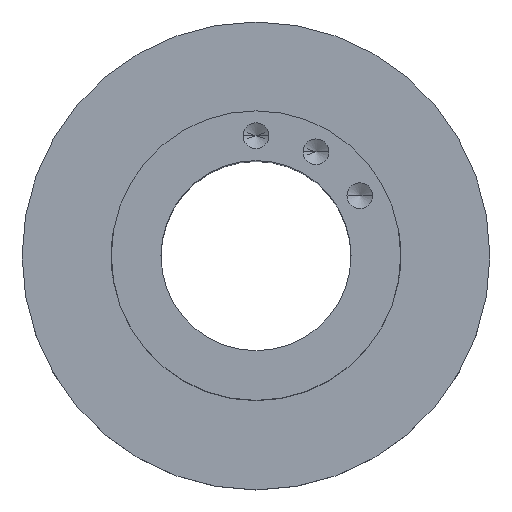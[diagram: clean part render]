
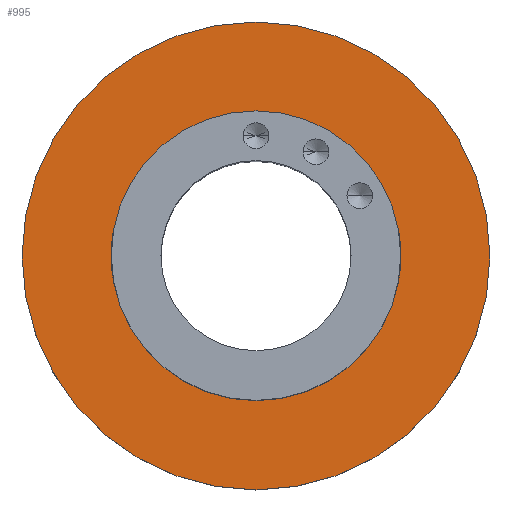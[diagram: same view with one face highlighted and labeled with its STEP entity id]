
A CAD part, top view. The second image highlights one B-rep face of the part: STEP entity #995.
In plain terms, the highlighted planar face has unit normal (0, 0, 1).
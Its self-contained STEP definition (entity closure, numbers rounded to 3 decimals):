
#133 = AXIS2_PLACEMENT_3D ( 'NONE', #1998, #860, #2469 ) ;
#135 = CIRCLE ( 'NONE', #2903, 80. ) ;
#157 = CARTESIAN_POINT ( 'NONE',  ( 0., 0., -63. ) ) ;
#251 = EDGE_CURVE ( 'NONE', #2016, #1047, #135, .T. ) ;
#256 = AXIS2_PLACEMENT_3D ( 'NONE', #2292, #912, #2525 ) ;
#388 = DIRECTION ( 'NONE',  ( 1., 0., 0. ) ) ;
#466 = DIRECTION ( 'NONE',  ( 0., 0., 1. ) ) ;
#555 = EDGE_LOOP ( 'NONE', ( #1361, #1294 ) ) ;
#697 = AXIS2_PLACEMENT_3D ( 'NONE', #1827, #466, #2055 ) ;
#855 = EDGE_CURVE ( 'NONE', #1718, #2734, #1979, .T. ) ;
#860 = DIRECTION ( 'NONE',  ( 0., 0., -1. ) ) ;
#912 = DIRECTION ( 'NONE',  ( 0., 0., 1. ) ) ;
#995 = ADVANCED_FACE ( 'NONE', ( #2452, #2921 ), #2242, .F. ) ;
#1047 = VERTEX_POINT ( 'NONE', #2017 ) ;
#1288 = CARTESIAN_POINT ( 'NONE',  ( 49.5, 0., -63. ) ) ;
#1294 = ORIENTED_EDGE ( 'NONE', *, *, #855, .F. ) ;
#1320 = DIRECTION ( 'NONE',  ( 0., 0., 1. ) ) ;
#1361 = ORIENTED_EDGE ( 'NONE', *, *, #2868, .F. ) ;
#1399 = ORIENTED_EDGE ( 'NONE', *, *, #2001, .T. ) ;
#1596 = EDGE_LOOP ( 'NONE', ( #2015, #1399 ) ) ;
#1708 = AXIS2_PLACEMENT_3D ( 'NONE', #157, #1746, #388 ) ;
#1718 = VERTEX_POINT ( 'NONE', #1850 ) ;
#1746 = DIRECTION ( 'NONE',  ( 0., 0., 1. ) ) ;
#1827 = CARTESIAN_POINT ( 'NONE',  ( 0., 0., -63. ) ) ;
#1850 = CARTESIAN_POINT ( 'NONE',  ( -49.5, 0., -63. ) ) ;
#1979 = CIRCLE ( 'NONE', #1708, 49.5 ) ;
#1998 = CARTESIAN_POINT ( 'NONE',  ( 0., 49.5, -63. ) ) ;
#2001 = EDGE_CURVE ( 'NONE', #1047, #2016, #2732, .T. ) ;
#2015 = ORIENTED_EDGE ( 'NONE', *, *, #251, .T. ) ;
#2016 = VERTEX_POINT ( 'NONE', #2052 ) ;
#2017 = CARTESIAN_POINT ( 'NONE',  ( -80., 0., -63. ) ) ;
#2052 = CARTESIAN_POINT ( 'NONE',  ( 80., 0., -63. ) ) ;
#2055 = DIRECTION ( 'NONE',  ( 1., 0., 0. ) ) ;
#2242 = PLANE ( 'NONE',  #133 ) ;
#2292 = CARTESIAN_POINT ( 'NONE',  ( 0., 0., -63. ) ) ;
#2452 = FACE_BOUND ( 'NONE', #555, .T. ) ;
#2469 = DIRECTION ( 'NONE',  ( -1., 0., 0. ) ) ;
#2525 = DIRECTION ( 'NONE',  ( 1., 0., 0. ) ) ;
#2687 = CARTESIAN_POINT ( 'NONE',  ( 0., 0., -63. ) ) ;
#2732 = CIRCLE ( 'NONE', #256, 80. ) ;
#2734 = VERTEX_POINT ( 'NONE', #1288 ) ;
#2868 = EDGE_CURVE ( 'NONE', #2734, #1718, #2915, .T. ) ;
#2903 = AXIS2_PLACEMENT_3D ( 'NONE', #2687, #1320, #2930 ) ;
#2915 = CIRCLE ( 'NONE', #697, 49.5 ) ;
#2921 = FACE_OUTER_BOUND ( 'NONE', #1596, .T. ) ;
#2930 = DIRECTION ( 'NONE',  ( 1., 0., 0. ) ) ;
